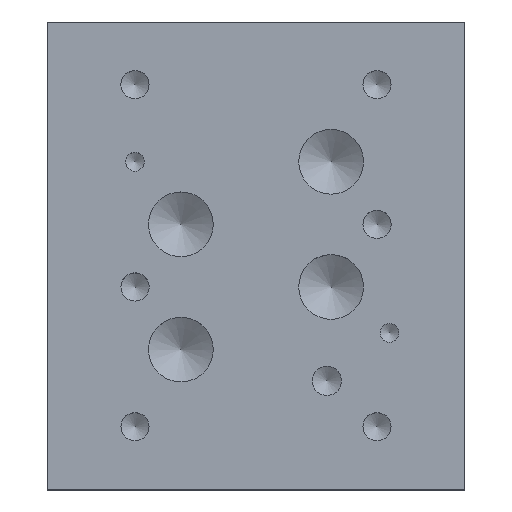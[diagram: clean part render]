
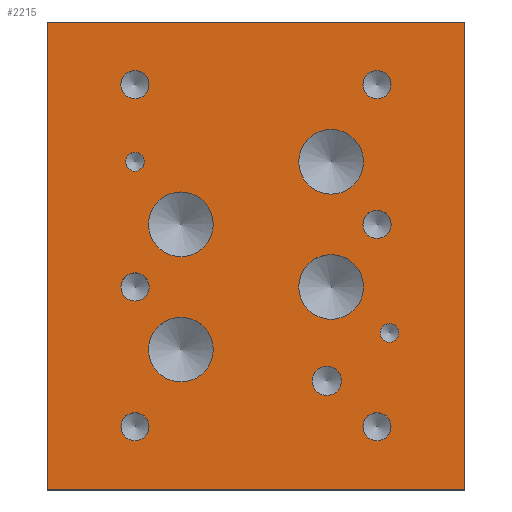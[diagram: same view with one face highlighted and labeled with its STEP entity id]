
A CAD part, top view. The second image highlights one B-rep face of the part: STEP entity #2215.
In plain terms, the highlighted planar face has unit normal (0, 0, 1).
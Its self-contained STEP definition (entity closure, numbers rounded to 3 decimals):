
#1534=CARTESIAN_POINT('',(111.925,41.27,152.4));
#1535=VERTEX_POINT('',#1534);
#1536=CARTESIAN_POINT('',(106.363,41.27,152.4));
#1537=DIRECTION('',(0.0,0.0,-1.0));
#1538=DIRECTION('',(1.0,0.0,0.0));
#1539=AXIS2_PLACEMENT_3D('',#1536,#1537,#1538);
#1540=CIRCLE('',#1539,5.563);
#1541=EDGE_CURVE('',#1535,#1535,#1540,.T.);
#1571=CARTESIAN_POINT('',(63.106,53.162,152.4));
#1572=VERTEX_POINT('',#1571);
#1573=CARTESIAN_POINT('',(50.8,53.162,152.4));
#1574=DIRECTION('',(0.0,0.0,-1.0));
#1575=DIRECTION('',(1.0,0.0,0.0));
#1576=AXIS2_PLACEMENT_3D('',#1573,#1574,#1575);
#1577=CIRCLE('',#1576,12.306);
#1578=EDGE_CURVE('',#1572,#1572,#1577,.T.);
#1608=CARTESIAN_POINT('',(63.106,100.813,152.4));
#1609=VERTEX_POINT('',#1608);
#1610=CARTESIAN_POINT('',(50.8,100.813,152.4));
#1611=DIRECTION('',(0.0,0.0,-1.0));
#1612=DIRECTION('',(1.0,0.0,0.0));
#1613=AXIS2_PLACEMENT_3D('',#1610,#1611,#1612);
#1614=CIRCLE('',#1613,12.306);
#1615=EDGE_CURVE('',#1609,#1609,#1614,.T.);
#1645=CARTESIAN_POINT('',(120.256,124.612,152.4));
#1646=VERTEX_POINT('',#1645);
#1647=CARTESIAN_POINT('',(107.95,124.612,152.4));
#1648=DIRECTION('',(0.0,0.0,-1.0));
#1649=DIRECTION('',(1.0,0.0,0.0));
#1650=AXIS2_PLACEMENT_3D('',#1647,#1648,#1649);
#1651=CIRCLE('',#1650,12.306);
#1652=EDGE_CURVE('',#1646,#1646,#1651,.T.);
#1682=CARTESIAN_POINT('',(120.256,76.987,152.4));
#1683=VERTEX_POINT('',#1682);
#1684=CARTESIAN_POINT('',(107.95,76.987,152.4));
#1685=DIRECTION('',(0.0,0.0,-1.0));
#1686=DIRECTION('',(1.0,0.0,0.0));
#1687=AXIS2_PLACEMENT_3D('',#1684,#1685,#1686);
#1688=CIRCLE('',#1687,12.306);
#1689=EDGE_CURVE('',#1683,#1683,#1688,.T.);
#1719=CARTESIAN_POINT('',(133.744,59.538,152.4));
#1720=VERTEX_POINT('',#1719);
#1721=CARTESIAN_POINT('',(130.175,59.538,152.4));
#1722=DIRECTION('',(0.0,0.0,-1.0));
#1723=DIRECTION('',(1.0,0.0,0.0));
#1724=AXIS2_PLACEMENT_3D('',#1721,#1722,#1723);
#1725=CIRCLE('',#1724,3.569);
#1726=EDGE_CURVE('',#1720,#1720,#1725,.T.);
#1756=CARTESIAN_POINT('',(36.894,124.612,152.4));
#1757=VERTEX_POINT('',#1756);
#1758=CARTESIAN_POINT('',(33.325,124.612,152.4));
#1759=DIRECTION('',(0.0,0.0,-1.0));
#1760=DIRECTION('',(1.0,0.0,0.0));
#1761=AXIS2_PLACEMENT_3D('',#1758,#1759,#1760);
#1762=CIRCLE('',#1761,3.569);
#1763=EDGE_CURVE('',#1757,#1757,#1762,.T.);
#1793=CARTESIAN_POINT('',(38.71,76.987,152.4));
#1794=VERTEX_POINT('',#1793);
#1795=CARTESIAN_POINT('',(33.35,76.987,152.4));
#1796=DIRECTION('',(0.0,0.0,-1.0));
#1797=DIRECTION('',(1.0,0.0,0.0));
#1798=AXIS2_PLACEMENT_3D('',#1795,#1796,#1797);
#1799=CIRCLE('',#1798,5.359);
#1800=EDGE_CURVE('',#1794,#1794,#1799,.T.);
#1830=CARTESIAN_POINT('',(38.697,23.807,152.4));
#1831=VERTEX_POINT('',#1830);
#1832=CARTESIAN_POINT('',(33.338,23.807,152.4));
#1833=DIRECTION('',(0.0,0.0,-1.0));
#1834=DIRECTION('',(1.0,0.0,0.0));
#1835=AXIS2_PLACEMENT_3D('',#1832,#1833,#1834);
#1836=CIRCLE('',#1835,5.359);
#1837=EDGE_CURVE('',#1831,#1831,#1836,.T.);
#1867=CARTESIAN_POINT('',(130.772,23.807,152.4));
#1868=VERTEX_POINT('',#1867);
#1869=CARTESIAN_POINT('',(125.412,23.807,152.4));
#1870=DIRECTION('',(0.0,0.0,-1.0));
#1871=DIRECTION('',(1.0,0.0,0.0));
#1872=AXIS2_PLACEMENT_3D('',#1869,#1870,#1871);
#1873=CIRCLE('',#1872,5.359);
#1874=EDGE_CURVE('',#1868,#1868,#1873,.T.);
#1904=CARTESIAN_POINT('',(130.785,100.8,152.4));
#1905=VERTEX_POINT('',#1904);
#1906=CARTESIAN_POINT('',(125.425,100.8,152.4));
#1907=DIRECTION('',(0.0,0.0,-1.0));
#1908=DIRECTION('',(1.0,0.0,0.0));
#1909=AXIS2_PLACEMENT_3D('',#1906,#1907,#1908);
#1910=CIRCLE('',#1909,5.359);
#1911=EDGE_CURVE('',#1905,#1905,#1910,.T.);
#1941=CARTESIAN_POINT('',(130.772,153.98,152.4));
#1942=VERTEX_POINT('',#1941);
#1943=CARTESIAN_POINT('',(125.412,153.98,152.4));
#1944=DIRECTION('',(0.0,0.0,-1.0));
#1945=DIRECTION('',(1.0,0.0,0.0));
#1946=AXIS2_PLACEMENT_3D('',#1943,#1944,#1945);
#1947=CIRCLE('',#1946,5.359);
#1948=EDGE_CURVE('',#1942,#1942,#1947,.T.);
#1978=CARTESIAN_POINT('',(38.684,153.975,152.4));
#1979=VERTEX_POINT('',#1978);
#1980=CARTESIAN_POINT('',(33.325,153.975,152.4));
#1981=DIRECTION('',(0.0,0.0,-1.0));
#1982=DIRECTION('',(1.0,0.0,0.0));
#1983=AXIS2_PLACEMENT_3D('',#1980,#1981,#1982);
#1984=CIRCLE('',#1983,5.359);
#1985=EDGE_CURVE('',#1979,#1979,#1984,.T.);
#1998=CARTESIAN_POINT('',(0.0,0.0,152.4));
#1999=VERTEX_POINT('',#1998);
#2000=CARTESIAN_POINT('',(0.0,177.8,152.4));
#2001=VERTEX_POINT('',#2000);
#2002=CARTESIAN_POINT('',(0.0,0.0,152.4));
#2003=DIRECTION('',(0.0,1.0,0.0));
#2004=VECTOR('',#2003,177.8);
#2005=LINE('',#2002,#2004);
#2006=EDGE_CURVE('',#1999,#2001,#2005,.T.);
#2050=CARTESIAN_POINT('',(158.75,177.8,152.4));
#2051=VERTEX_POINT('',#2050);
#2052=CARTESIAN_POINT('',(0.0,177.8,152.4));
#2053=DIRECTION('',(1.0,0.0,0.0));
#2054=VECTOR('',#2053,158.75);
#2055=LINE('',#2052,#2054);
#2056=EDGE_CURVE('',#2001,#2051,#2055,.T.);
#2084=CARTESIAN_POINT('',(158.75,0.0,152.4));
#2085=VERTEX_POINT('',#2084);
#2086=CARTESIAN_POINT('',(158.75,177.8,152.4));
#2087=DIRECTION('',(0.0,-1.0,0.0));
#2088=VECTOR('',#2087,177.8);
#2089=LINE('',#2086,#2088);
#2090=EDGE_CURVE('',#2051,#2085,#2089,.T.);
#2127=CARTESIAN_POINT('',(158.75,0.0,152.4));
#2128=DIRECTION('',(-1.0,0.0,0.0));
#2129=VECTOR('',#2128,158.75);
#2130=LINE('',#2127,#2129);
#2131=EDGE_CURVE('',#2085,#1999,#2130,.T.);
#2165=CARTESIAN_POINT('',(79.375,88.9,152.4));
#2166=DIRECTION('',(0.0,0.0,1.0));
#2167=DIRECTION('',(1.0,0.0,0.0));
#2168=AXIS2_PLACEMENT_3D('',#2165,#2166,#2167);
#2169=PLANE('',#2168);
#2170=ORIENTED_EDGE('',*,*,#2006,.F.);
#2171=ORIENTED_EDGE('',*,*,#2131,.F.);
#2172=ORIENTED_EDGE('',*,*,#2090,.F.);
#2173=ORIENTED_EDGE('',*,*,#2056,.F.);
#2174=EDGE_LOOP('',(#2170,#2171,#2172,#2173));
#2175=FACE_OUTER_BOUND('',#2174,.T.);
#2176=ORIENTED_EDGE('',*,*,#1541,.T.);
#2177=EDGE_LOOP('',(#2176));
#2178=FACE_BOUND('',#2177,.T.);
#2179=ORIENTED_EDGE('',*,*,#1578,.T.);
#2180=EDGE_LOOP('',(#2179));
#2181=FACE_BOUND('',#2180,.T.);
#2182=ORIENTED_EDGE('',*,*,#1615,.T.);
#2183=EDGE_LOOP('',(#2182));
#2184=FACE_BOUND('',#2183,.T.);
#2185=ORIENTED_EDGE('',*,*,#1652,.T.);
#2186=EDGE_LOOP('',(#2185));
#2187=FACE_BOUND('',#2186,.T.);
#2188=ORIENTED_EDGE('',*,*,#1689,.T.);
#2189=EDGE_LOOP('',(#2188));
#2190=FACE_BOUND('',#2189,.T.);
#2191=ORIENTED_EDGE('',*,*,#1726,.T.);
#2192=EDGE_LOOP('',(#2191));
#2193=FACE_BOUND('',#2192,.T.);
#2194=ORIENTED_EDGE('',*,*,#1763,.T.);
#2195=EDGE_LOOP('',(#2194));
#2196=FACE_BOUND('',#2195,.T.);
#2197=ORIENTED_EDGE('',*,*,#1800,.T.);
#2198=EDGE_LOOP('',(#2197));
#2199=FACE_BOUND('',#2198,.T.);
#2200=ORIENTED_EDGE('',*,*,#1837,.T.);
#2201=EDGE_LOOP('',(#2200));
#2202=FACE_BOUND('',#2201,.T.);
#2203=ORIENTED_EDGE('',*,*,#1874,.T.);
#2204=EDGE_LOOP('',(#2203));
#2205=FACE_BOUND('',#2204,.T.);
#2206=ORIENTED_EDGE('',*,*,#1911,.T.);
#2207=EDGE_LOOP('',(#2206));
#2208=FACE_BOUND('',#2207,.T.);
#2209=ORIENTED_EDGE('',*,*,#1948,.T.);
#2210=EDGE_LOOP('',(#2209));
#2211=FACE_BOUND('',#2210,.T.);
#2212=ORIENTED_EDGE('',*,*,#1985,.T.);
#2213=EDGE_LOOP('',(#2212));
#2214=FACE_BOUND('',#2213,.T.);
#2215=ADVANCED_FACE('',(#2175,#2178,#2181,#2184,#2187,#2190,#2193,#2196,#2199,#2202,#2205,#2208,#2211,#2214),#2169,.T.);
